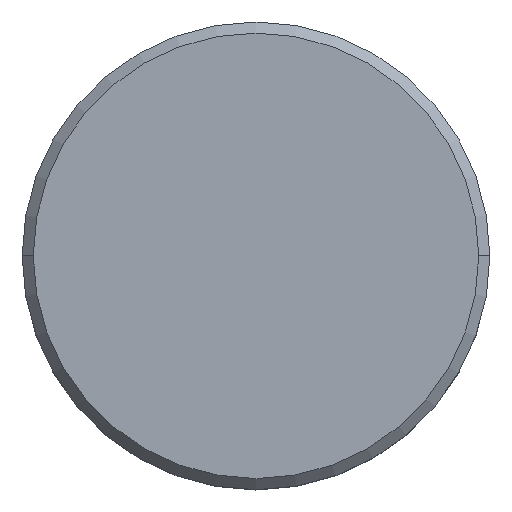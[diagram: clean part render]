
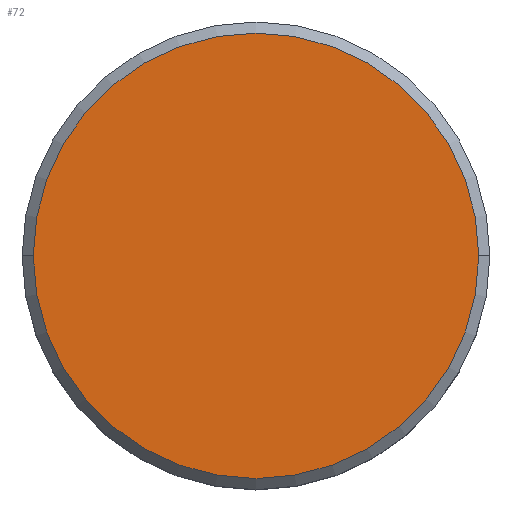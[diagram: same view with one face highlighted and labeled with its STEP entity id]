
A CAD part, top view. The second image highlights one B-rep face of the part: STEP entity #72.
In plain terms, the highlighted planar face has unit normal (0, 0, 1).
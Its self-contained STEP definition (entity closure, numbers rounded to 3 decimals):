
#2 = CARTESIAN_POINT ( 'NONE',  ( 0., 0., 0. ) ) ;
#38 = DIRECTION ( 'NONE',  ( 1., 0., 0. ) ) ;
#72 = ADVANCED_FACE ( 'NONE', ( #113 ), #258, .T. ) ;
#113 = FACE_OUTER_BOUND ( 'NONE', #269, .T. ) ;
#143 = DIRECTION ( 'NONE',  ( 0., 0., 1. ) ) ;
#165 = AXIS2_PLACEMENT_3D ( 'NONE', #383, #571, #379 ) ;
#166 = AXIS2_PLACEMENT_3D ( 'NONE', #2, #509, #430 ) ;
#198 = CARTESIAN_POINT ( 'NONE',  ( 0., 0., 0. ) ) ;
#240 = ORIENTED_EDGE ( 'NONE', *, *, #415, .T. ) ;
#258 = PLANE ( 'NONE',  #165 ) ;
#269 = EDGE_LOOP ( 'NONE', ( #240, #306 ) ) ;
#306 = ORIENTED_EDGE ( 'NONE', *, *, #447, .T. ) ;
#348 = CIRCLE ( 'NONE', #166, 10. ) ;
#362 = CARTESIAN_POINT ( 'NONE',  ( 10., 0., 0. ) ) ;
#379 = DIRECTION ( 'NONE',  ( 1., 0., 0. ) ) ;
#383 = CARTESIAN_POINT ( 'NONE',  ( 0., 0., 0. ) ) ;
#386 = CIRCLE ( 'NONE', #515, 10. ) ;
#411 = VERTEX_POINT ( 'NONE', #596 ) ;
#415 = EDGE_CURVE ( 'NONE', #411, #480, #386, .T. ) ;
#430 = DIRECTION ( 'NONE',  ( 1., 0., 0. ) ) ;
#447 = EDGE_CURVE ( 'NONE', #480, #411, #348, .T. ) ;
#480 = VERTEX_POINT ( 'NONE', #362 ) ;
#509 = DIRECTION ( 'NONE',  ( 0., 0., 1. ) ) ;
#515 = AXIS2_PLACEMENT_3D ( 'NONE', #198, #143, #38 ) ;
#571 = DIRECTION ( 'NONE',  ( 0., 0., 1. ) ) ;
#596 = CARTESIAN_POINT ( 'NONE',  ( -10., 0., 0. ) ) ;
